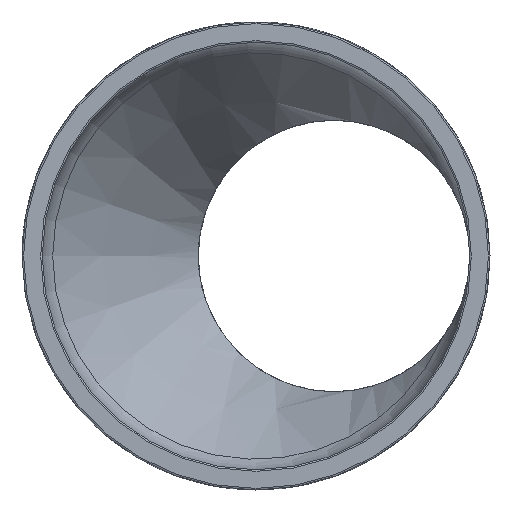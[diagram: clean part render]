
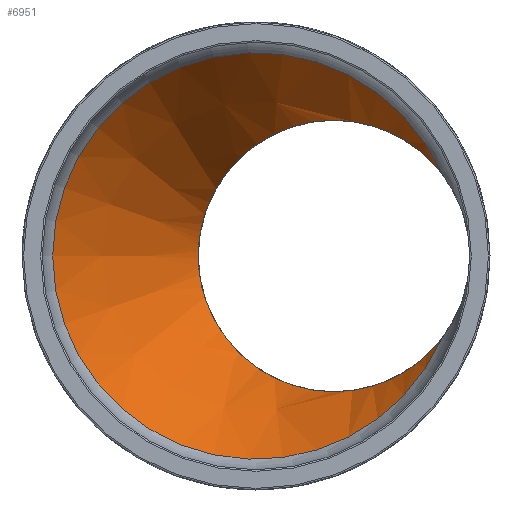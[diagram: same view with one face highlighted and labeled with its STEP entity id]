
A CAD part, left-side view. The second image highlights one B-rep face of the part: STEP entity #6951.
In plain terms, the highlighted conical face has half-angle 30 degrees and reference radius 8.7 mm.
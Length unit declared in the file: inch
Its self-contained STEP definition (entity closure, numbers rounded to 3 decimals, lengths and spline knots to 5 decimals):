
#23=CONICAL_SURFACE('',#7349,0.3425,30.);
#460=B_SPLINE_CURVE_WITH_KNOTS('',3,(#14295,#14296,#14297,#14298,#14299,
#14300,#14301,#14302,#14303,#14304,#14305,#14306,#14307,#14308,#14309,#14310,
#14311,#14312,#14313,#14314,#14315,#14316,#14317,#14318,#14319,#14320,#14321,
#14322,#14323,#14324,#14325,#14326,#14327,#14328,#14329,#14330,#14331,#14332,
#14333,#14334,#14335,#14336,#14337,#14338,#14339,#14340,#14341,#14342,#14343,
#14344,#14345,#14346,#14347,#14348,#14349,#14350,#14351,#14352,#14353,#14354,
#14355,#14356,#14357,#14358,#14359,#14360,#14361),.UNSPECIFIED.,.F.,.F.,
(4,3,3,3,3,3,3,3,3,3,3,3,3,3,3,3,3,3,3,3,3,3,4),(0.70833,1.06018,
1.2533,1.41133,2.0553,2.67472,2.87444,
3.37018,3.62264,3.74849,3.94643,4.09953,
4.30603,4.45773,4.898,5.15608,5.30338,
5.93326,6.57713,6.75509,6.92278,7.27476,
7.34262),.UNSPECIFIED.);
#1039=FACE_OUTER_BOUND('',#1471,.T.);
#1471=EDGE_LOOP('',(#6211,#6212));
#2616=CIRCLE('',#7343,0.65151);
#3240=VERTEX_POINT('',#14277);
#3241=VERTEX_POINT('',#14286);
#4245=EDGE_CURVE('',#3240,#3241,#460,.T.);
#4246=EDGE_CURVE('',#3240,#3241,#2616,.T.);
#6211=ORIENTED_EDGE('',*,*,#4245,.T.);
#6212=ORIENTED_EDGE('',*,*,#4246,.F.);
#6951=ADVANCED_FACE('',(#1039),#23,.F.);
#7343=AXIS2_PLACEMENT_3D('',#14364,#8437,#8438);
#7349=AXIS2_PLACEMENT_3D('',#14372,#8449,#8450);
#8437=DIRECTION('center_axis',(1.,0.,0.));
#8438=DIRECTION('ref_axis',(0.,1.,0.));
#8449=DIRECTION('center_axis',(-1.,0.,0.));
#8450=DIRECTION('ref_axis',(0.,-1.,0.));
#14277=CARTESIAN_POINT('',(0.55801,-0.59547,-0.26434));
#14286=CARTESIAN_POINT('',(0.55801,-0.59547,0.26434));
#14295=CARTESIAN_POINT('Ctrl Pts',(0.55801,-0.59547,-0.26434));
#14296=CARTESIAN_POINT('Ctrl Pts',(0.57604,-0.56835,
-0.29978));
#14297=CARTESIAN_POINT('Ctrl Pts',(0.59865,-0.53502,
-0.3314));
#14298=CARTESIAN_POINT('Ctrl Pts',(0.6234,-0.49995,
-0.35602));
#14299=CARTESIAN_POINT('Ctrl Pts',(0.63698,-0.48069,
-0.36954));
#14300=CARTESIAN_POINT('Ctrl Pts',(0.65117,-0.46096,
-0.38102));
#14301=CARTESIAN_POINT('Ctrl Pts',(0.6653,-0.44173,
-0.39047));
#14302=CARTESIAN_POINT('Ctrl Pts',(0.67685,-0.42599,
-0.3982));
#14303=CARTESIAN_POINT('Ctrl Pts',(0.68857,-0.4103,
-0.40475));
#14304=CARTESIAN_POINT('Ctrl Pts',(0.70084,-0.39417,
-0.41041));
#14305=CARTESIAN_POINT('Ctrl Pts',(0.75085,-0.32845,
-0.4335));
#14306=CARTESIAN_POINT('Ctrl Pts',(0.80802,-0.25857,
-0.43993));
#14307=CARTESIAN_POINT('Ctrl Pts',(0.86818,-0.19293,
-0.43124));
#14308=CARTESIAN_POINT('Ctrl Pts',(0.92605,-0.1298,
-0.42289));
#14309=CARTESIAN_POINT('Ctrl Pts',(0.98681,-0.07062,
-0.4006));
#14310=CARTESIAN_POINT('Ctrl Pts',(1.04506,-0.02081,
-0.36972));
#14311=CARTESIAN_POINT('Ctrl Pts',(1.06384,-0.00475,
-0.35977));
#14312=CARTESIAN_POINT('Ctrl Pts',(1.08218,0.01026,
-0.34909));
#14313=CARTESIAN_POINT('Ctrl Pts',(1.10133,0.0252,
-0.33688));
#14314=CARTESIAN_POINT('Ctrl Pts',(1.14886,0.06229,-0.30659));
#14315=CARTESIAN_POINT('Ctrl Pts',(1.19946,0.09672,-0.26785));
#14316=CARTESIAN_POINT('Ctrl Pts',(1.24499,0.12352,-0.22295));
#14317=CARTESIAN_POINT('Ctrl Pts',(1.26817,0.13717,-0.20009));
#14318=CARTESIAN_POINT('Ctrl Pts',(1.29003,0.14892,-0.17566));
#14319=CARTESIAN_POINT('Ctrl Pts',(1.309,0.15847,-0.14959));
#14320=CARTESIAN_POINT('Ctrl Pts',(1.31846,0.16323,-0.1366));
#14321=CARTESIAN_POINT('Ctrl Pts',(1.32713,0.16742,-0.12338));
#14322=CARTESIAN_POINT('Ctrl Pts',(1.33531,0.17125,-0.10852));
#14323=CARTESIAN_POINT('Ctrl Pts',(1.34817,0.17727,-0.08515));
#14324=CARTESIAN_POINT('Ctrl Pts',(1.35878,0.18188,-0.0585));
#14325=CARTESIAN_POINT('Ctrl Pts',(1.36332,0.18384,-0.03173));
#14326=CARTESIAN_POINT('Ctrl Pts',(1.36684,0.18536,-0.01103));
#14327=CARTESIAN_POINT('Ctrl Pts',(1.36695,0.1854,0.00901));
#14328=CARTESIAN_POINT('Ctrl Pts',(1.36366,0.18398,0.02971));
#14329=CARTESIAN_POINT('Ctrl Pts',(1.35922,0.18207,0.05763));
#14330=CARTESIAN_POINT('Ctrl Pts',(1.3481,0.17725,0.08551));
#14331=CARTESIAN_POINT('Ctrl Pts',(1.33461,0.17092,0.10978));
#14332=CARTESIAN_POINT('Ctrl Pts',(1.3247,0.16627,0.12761));
#14333=CARTESIAN_POINT('Ctrl Pts',(1.31405,0.16109,0.1432));
#14334=CARTESIAN_POINT('Ctrl Pts',(1.30225,0.15504,0.15863));
#14335=CARTESIAN_POINT('Ctrl Pts',(1.26802,0.13751,0.20341));
#14336=CARTESIAN_POINT('Ctrl Pts',(1.22586,0.11325,0.24354));
#14337=CARTESIAN_POINT('Ctrl Pts',(1.18286,0.08438,0.27824));
#14338=CARTESIAN_POINT('Ctrl Pts',(1.15766,0.06746,
0.29857));
#14339=CARTESIAN_POINT('Ctrl Pts',(1.13209,0.04898,
0.31696));
#14340=CARTESIAN_POINT('Ctrl Pts',(1.10722,0.02978,
0.33309));
#14341=CARTESIAN_POINT('Ctrl Pts',(1.09303,0.01882,
0.3423));
#14342=CARTESIAN_POINT('Ctrl Pts',(1.07918,0.00772,
0.35071));
#14343=CARTESIAN_POINT('Ctrl Pts',(1.06549,-0.00361,
0.35849));
#14344=CARTESIAN_POINT('Ctrl Pts',(1.007,-0.05205,0.39178));
#14345=CARTESIAN_POINT('Ctrl Pts',(0.94511,-0.1106,
0.41706));
#14346=CARTESIAN_POINT('Ctrl Pts',(0.88574,-0.17398,
0.42831));
#14347=CARTESIAN_POINT('Ctrl Pts',(0.82506,-0.23876,
0.4398));
#14348=CARTESIAN_POINT('Ctrl Pts',(0.76693,-0.30847,
0.4366));
#14349=CARTESIAN_POINT('Ctrl Pts',(0.7156,-0.37493,
0.41668));
#14350=CARTESIAN_POINT('Ctrl Pts',(0.70141,-0.39329,
0.41117));
#14351=CARTESIAN_POINT('Ctrl Pts',(0.68773,-0.4114,
0.40442));
#14352=CARTESIAN_POINT('Ctrl Pts',(0.67464,-0.42907,
0.39643));
#14353=CARTESIAN_POINT('Ctrl Pts',(0.66229,-0.44572,
0.38891));
#14354=CARTESIAN_POINT('Ctrl Pts',(0.65003,-0.46257,
0.38005));
#14355=CARTESIAN_POINT('Ctrl Pts',(0.63794,-0.47948,
0.36955));
#14356=CARTESIAN_POINT('Ctrl Pts',(0.61256,-0.51496,
0.34751));
#14357=CARTESIAN_POINT('Ctrl Pts',(0.5886,-0.54981,
0.31836));
#14358=CARTESIAN_POINT('Ctrl Pts',(0.56892,-0.57913,
0.28442));
#14359=CARTESIAN_POINT('Ctrl Pts',(0.56513,-0.58479,
0.27788));
#14360=CARTESIAN_POINT('Ctrl Pts',(0.56149,-0.59024,
0.27117));
#14361=CARTESIAN_POINT('Ctrl Pts',(0.55801,-0.59547,0.26434));
#14364=CARTESIAN_POINT('Origin',(0.55801,0.,
0.));
#14372=CARTESIAN_POINT('Origin',(1.09323,0.,
0.));
